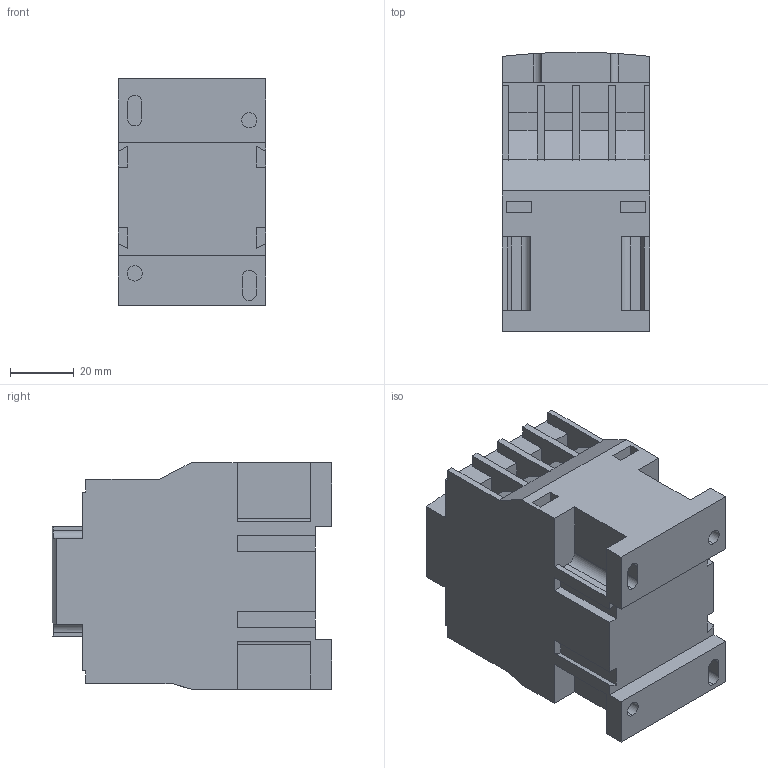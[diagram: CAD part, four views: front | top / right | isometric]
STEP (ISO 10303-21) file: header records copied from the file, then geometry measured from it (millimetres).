
FILE_DESCRIPTION (( 'STEP AP203' ), '1' );
FILE_NAME ('Êîíòàêòîð ÊÌÝ ìàëîãàáàðèòíûé 18À 380Â 1NO (ctr-s-18-380).STEP', '2020-09-17T06:47:06', ( '' ), ( '' ), 'SwSTEP 2.0', 'SolidWorks 2019', '' );
FILE_SCHEMA (( 'CONFIG_CONTROL_DESIGN' ));
Length unit declared in the file: millimetre
Products named in the file (1): Êîíòàêòîð ÊÌÝ ìàëîãàáàðèòíûé 18À 380Â 1NO (ctr-s-18-380)
Bounding box: 46.3 x 87.47 x 71 mm (x, y, z)
Volume: 217023.1 mm3; surface area: 35651.7 mm2
Topology: 1 solids, 1 shells, 203 faces, 562 edges, 372 vertices
Faces by surface type: plane 168, cylinder 35
Entity records: 6545 total; most frequent: CARTESIAN_POINT 1196, ORIENTED_EDGE 1124, DIRECTION 1036, EDGE_CURVE 562, VECTOR 488, LINE 488, VERTEX_POINT 372, AXIS2_PLACEMENT_3D 274
